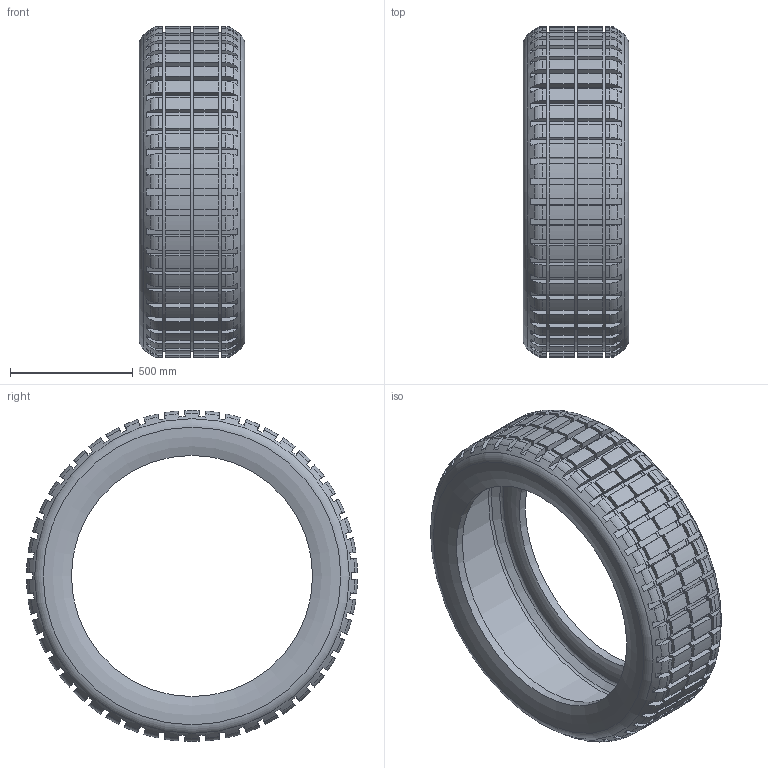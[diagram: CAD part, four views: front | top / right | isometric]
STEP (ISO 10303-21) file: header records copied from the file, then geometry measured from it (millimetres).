
FILE_DESCRIPTION(/* description */ (''),/* implementation_level */ '2;1');
FILE_NAME(/* name */ '5fca9cc3ca8247140291b4a3',/* time_stamp */ '2020-12-04T20:32:06+00:00',/* author */ (''),/* organization */ (''),/* preprocessor_version */ 'ST-DEVELOPER v16.7',/* originating_system */ $,/* authorisation */ $);
FILE_SCHEMA (('AUTOMOTIVE_DESIGN {1 0 10303 214 3 1 1}'));
Length unit declared in the file: metre
Products named in the file (1): Tire O
Bounding box: 430.86 x 1345.96 x 1346.06 mm (x, y, z)
Volume: 69816401.3 mm3; surface area: 6623401.2 mm2
Topology: 1 solids, 1 shells, 926 faces, 2748 edges, 1828 vertices
Faces by surface type: plane 606, cylinder 206, torus 110, cone 4
Full cylindrical faces by diameter (mm): 980.44 x2, 1282.7 x1, 1295.4 x3
Entity records: 32214 total; most frequent: CARTESIAN_POINT 7967, ORIENTED_EDGE 5444, DIRECTION 4598, EDGE_CURVE 2722, VERTEX_POINT 1822, LINE 1700, VECTOR 1700, AXIS2_PLACEMENT_3D 1449
